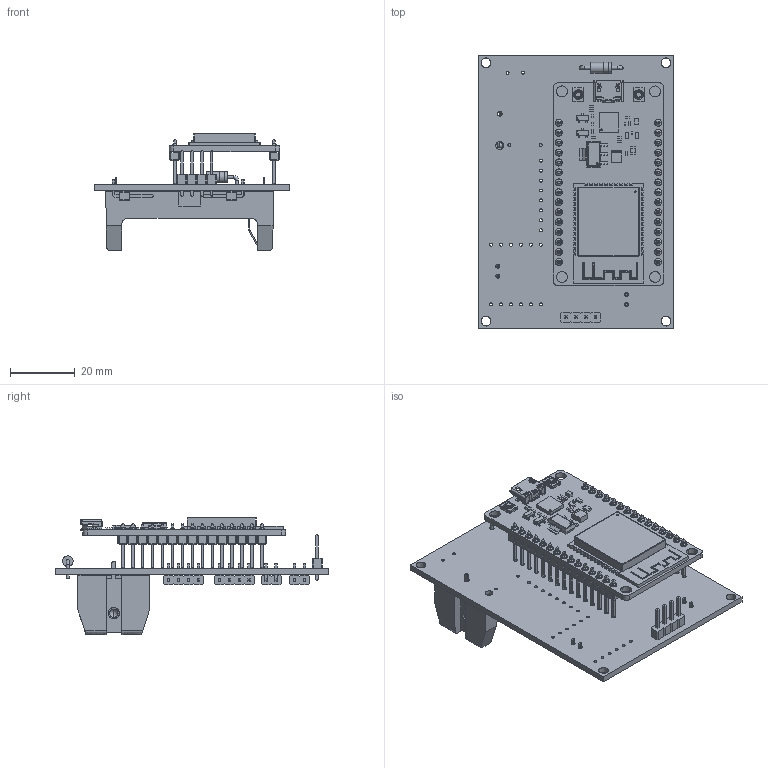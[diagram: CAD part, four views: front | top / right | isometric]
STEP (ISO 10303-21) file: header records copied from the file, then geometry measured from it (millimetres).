
FILE_DESCRIPTION(('FreeCAD Model'),'2;1');
FILE_NAME('Open CASCADE Shape Model','2025-05-03T20:42:35',('FreeCAD'),( 'FreeCAD'),'Open CASCADE STEP processor 7.6','FreeCAD','Unknown');
FILE_SCHEMA(('AUTOMOTIVE_DESIGN { 1 0 10303 214 1 1 1 1 }'));
Products named in the file (1): Open CASCADE STEP translator 7.6 1
Bounding box: 60.54 x 84.76 x 36.31 mm (x, y, z)
Volume: 23642.9 mm3; surface area: 30937.2 mm2
Topology: 267 solids, 267 shells, 5290 faces, 12706 edges, 8021 vertices
Faces by surface type: bspline 5290
Entity records: 143871 total; most frequent: CARTESIAN_POINT 65082, ORIENTED_EDGE 25408, EDGE_CURVE 12704, B_SPLINE_CURVE_WITH_KNOTS 10896, VERTEX_POINT 8021, FACE_BOUND 5783, EDGE_LOOP 5783, ADVANCED_FACE 5290
